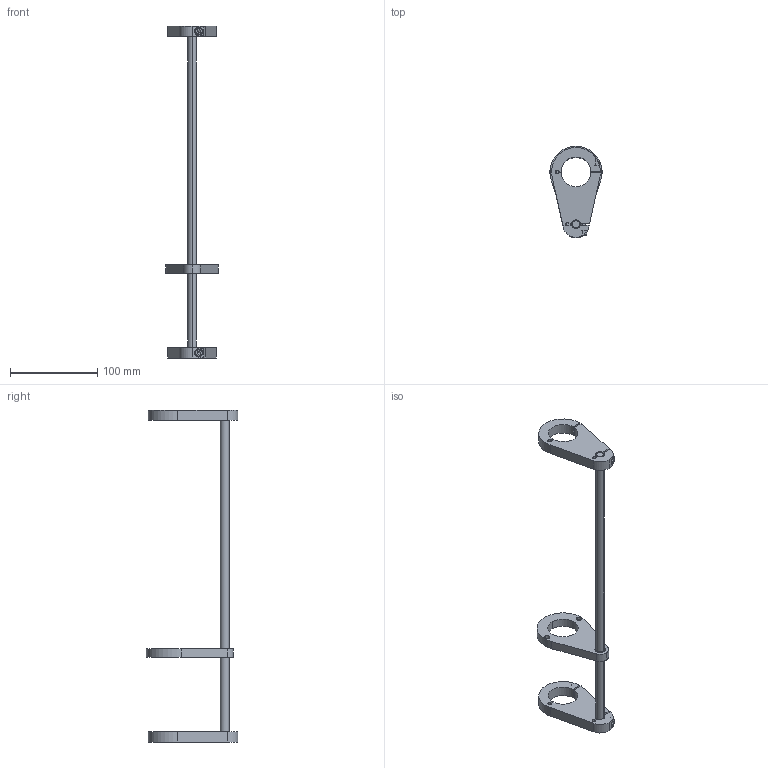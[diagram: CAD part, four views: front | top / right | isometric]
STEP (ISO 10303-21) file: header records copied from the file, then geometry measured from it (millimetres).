
FILE_DESCRIPTION (( 'STEP AP214' ), '1' );
FILE_NAME ('420MDM040-0250-VS.stp', '2017-03-14T07:46:00', ( '' ), ( '' ), 'SwSTEP 2.0', 'SolidWorks 2015', '' );
FILE_SCHEMA (( 'AUTOMOTIVE_DESIGN' ));
Length unit declared in the file: millimetre
Products named in the file (1): 420MDM040-0250-VS
Bounding box: 60 x 105 x 381 mm (x, y, z)
Volume: 134702.5 mm3; surface area: 46598.5 mm2
Topology: 1 solids, 5 shells, 249 faces, 654 edges, 413 vertices
Faces by surface type: plane 110, cylinder 89, cone 34, bspline 16
Entity records: 11040 total; most frequent: CARTESIAN_POINT 2035, DIRECTION 1369, ORIENTED_EDGE 1276, EDGE_CURVE 638, AXIS2_PLACEMENT_3D 523, VERTEX_POINT 413, VECTOR 323, LINE 323
